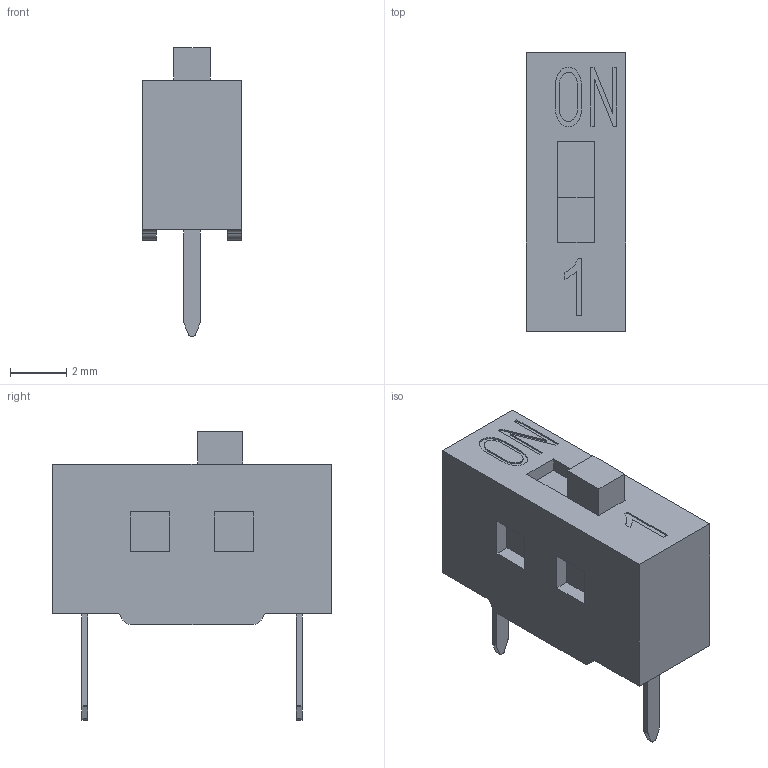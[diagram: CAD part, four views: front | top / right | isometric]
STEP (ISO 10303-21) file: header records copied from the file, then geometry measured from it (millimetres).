
FILE_DESCRIPTION(/* description */ (''),/* implementation_level */ '2;1');
FILE_NAME(/* name */ 'DIP Switch x01 Red.stp',/* time_stamp */ '2019-10-10T15:17:23+02:00',/* author */ ('Bernd das Brot'),/* organization */ (''),/* preprocessor_version */ 'ST-DEVELOPER v17.2',/* originating_system */ 'Autodesk Inventor 2019',/* authorisation */ '');
FILE_SCHEMA (('AUTOMOTIVE_DESIGN { 1 0 10303 214 3 1 1 }'));
Length unit declared in the file: millimetre
Products named in the file (5): DIP Switch x01; DIP Switch x01 Innenteil; DIP Switch Contact; DIP Switch Schalter; DIP Switch x01_1
Assembly tree (5 placements, depth 2):
  DIP Switch x01
    DIP Switch Contact  x2
    DIP Switch x01 Innenteil
    DIP Switch Schalter
    DIP Switch x01_1
Bounding box: 3.54 x 9.9 x 10.25 mm (x, y, z)
Volume: 173.9 mm3; surface area: 556.1 mm2
Topology: 5 solids, 5 shells, 134 faces, 351 edges, 234 vertices
Faces by surface type: plane 104, cylinder 16, bspline 14
Entity records: 4033 total; most frequent: CARTESIAN_POINT 817, ORIENTED_EDGE 642, DIRECTION 553, EDGE_CURVE 321, LINE 269, VECTOR 269, VERTEX_POINT 214, AXIS2_PLACEMENT_3D 142
